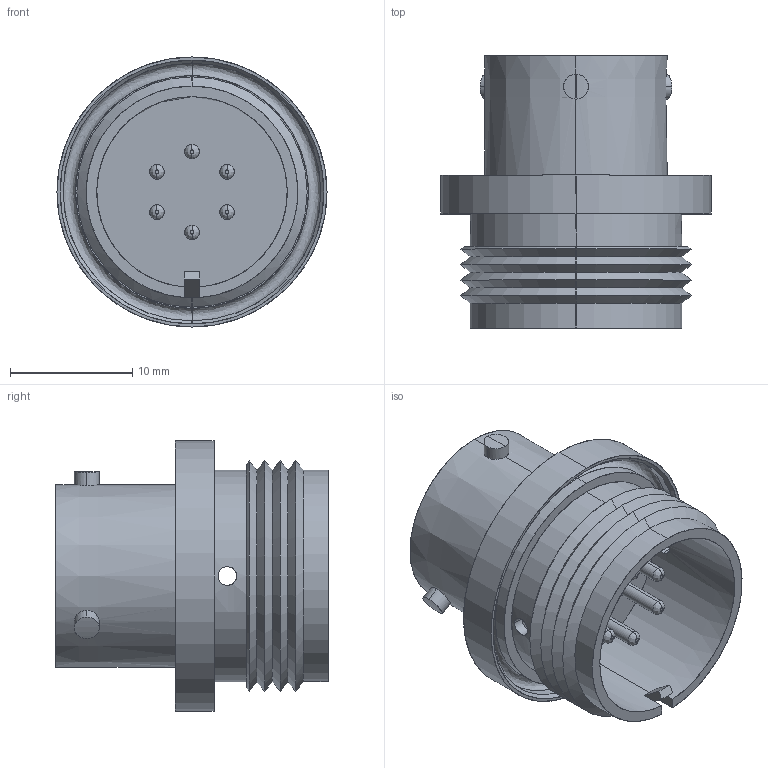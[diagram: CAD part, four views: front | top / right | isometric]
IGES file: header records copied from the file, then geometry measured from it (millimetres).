
Start section: SolidWorks IGES file using analytic representation for surfaces
Global section: file name: 16001-02-W.IGS; native system: SolidWorks 2007; preprocessor: SolidWorks 2007; author: Juan Medina; date: 070928.153454; units: inch
Bounding box: 22.1 x 22.3 x 22.1 mm (x, y, z)
Surface area: 3564.1 mm2 (no closed solid volume)
Topology: 0 solids, 0 shells, 152 faces, 1600 edges, 1600 vertices
Faces by surface type: revolution 85, bspline 67
